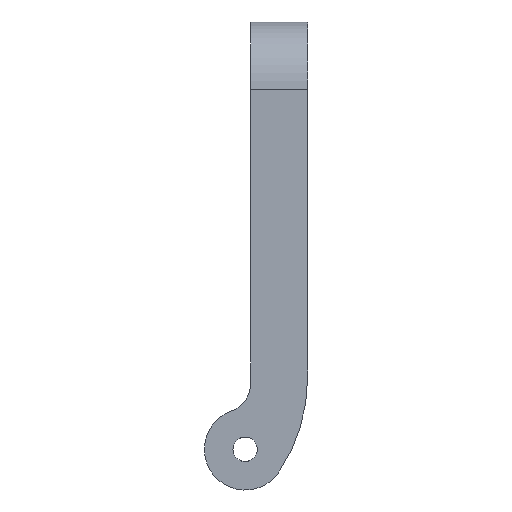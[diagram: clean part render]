
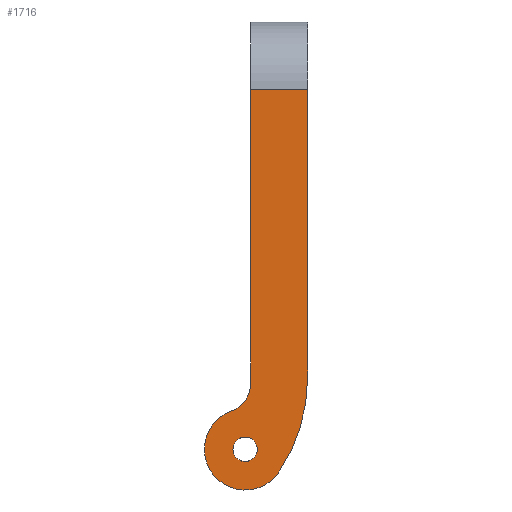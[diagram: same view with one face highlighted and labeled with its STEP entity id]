
A CAD part, front view. The second image highlights one B-rep face of the part: STEP entity #1716.
In plain terms, the highlighted planar face has unit normal (0, -1, 0).
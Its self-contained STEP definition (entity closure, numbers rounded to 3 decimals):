
#36=PLANE('',#1835);
#96=LINE('',#3500,#246);
#97=LINE('',#3524,#247);
#98=LINE('',#3532,#248);
#246=VECTOR('',#2045,1000.);
#247=VECTOR('',#2048,1000.);
#248=VECTOR('',#2055,1000.);
#462=ORIENTED_EDGE('',*,*,#909,.F.);
#463=ORIENTED_EDGE('',*,*,#955,.F.);
#464=ORIENTED_EDGE('',*,*,#958,.F.);
#465=ORIENTED_EDGE('',*,*,#959,.F.);
#466=ORIENTED_EDGE('',*,*,#960,.F.);
#467=ORIENTED_EDGE('',*,*,#961,.F.);
#468=ORIENTED_EDGE('',*,*,#962,.F.);
#909=EDGE_CURVE('',#1163,#1163,#1333,.F.);
#955=EDGE_CURVE('',#1199,#1200,#96,.T.);
#958=EDGE_CURVE('',#1201,#1199,#97,.T.);
#959=EDGE_CURVE('',#1202,#1201,#1346,.F.);
#960=EDGE_CURVE('',#1203,#1202,#1347,.T.);
#961=EDGE_CURVE('',#1204,#1203,#1348,.T.);
#962=EDGE_CURVE('',#1200,#1204,#98,.T.);
#1163=VERTEX_POINT('',#2449);
#1199=VERTEX_POINT('',#3501);
#1200=VERTEX_POINT('',#3502);
#1201=VERTEX_POINT('',#3525);
#1202=VERTEX_POINT('',#3527);
#1203=VERTEX_POINT('',#3529);
#1204=VERTEX_POINT('',#3531);
#1333=CIRCLE('',#1812,6.);
#1346=CIRCLE('',#1836,13.999);
#1347=CIRCLE('',#1837,20.);
#1348=CIRCLE('',#1838,82.862);
#1428=EDGE_LOOP('',(#462));
#1429=EDGE_LOOP('',(#463,#464,#465,#466,#467,#468));
#1554=FACE_BOUND('',#1428,.T.);
#1555=FACE_BOUND('',#1429,.T.);
#1716=ADVANCED_FACE('',(#1554,#1555),#36,.F.);
#1812=AXIS2_PLACEMENT_3D('',#2448,#1976,#1977);
#1835=AXIS2_PLACEMENT_3D('',#3523,#2046,#2047);
#1836=AXIS2_PLACEMENT_3D('',#3526,#2049,#2050);
#1837=AXIS2_PLACEMENT_3D('',#3528,#2051,#2052);
#1838=AXIS2_PLACEMENT_3D('',#3530,#2053,#2054);
#1976=DIRECTION('',(0.,1.,0.));
#1977=DIRECTION('',(0.,0.,1.));
#2045=DIRECTION('',(1.,0.,0.));
#2046=DIRECTION('',(0.,1.,0.));
#2047=DIRECTION('',(0.,0.,1.));
#2048=DIRECTION('',(0.,0.,1.));
#2049=DIRECTION('',(0.,1.,0.));
#2050=DIRECTION('',(0.,0.,1.));
#2051=DIRECTION('',(0.,1.,0.));
#2052=DIRECTION('',(0.,0.,1.));
#2053=DIRECTION('',(0.,1.,0.));
#2054=DIRECTION('',(0.,0.,1.));
#2055=DIRECTION('',(0.,0.,-1.));
#2448=CARTESIAN_POINT('',(0.,-78.,0.));
#2449=CARTESIAN_POINT('',(0.,-78.,6.));
#3500=CARTESIAN_POINT('',(2.657,-78.,176.862));
#3501=CARTESIAN_POINT('',(2.657,-78.,176.862));
#3502=CARTESIAN_POINT('',(30.657,-78.,176.862));
#3523=CARTESIAN_POINT('',(-52.204,-78.,30.303));
#3524=CARTESIAN_POINT('',(2.657,-78.,146.862));
#3525=CARTESIAN_POINT('',(2.657,-78.,32.051));
#3526=CARTESIAN_POINT('',(-11.341,-78.,32.051));
#3527=CARTESIAN_POINT('',(-6.672,-78.,18.854));
#3528=CARTESIAN_POINT('',(0.,-78.,0.));
#3529=CARTESIAN_POINT('',(16.609,-78.,-11.141));
#3530=CARTESIAN_POINT('',(-52.204,-78.,35.019));
#3531=CARTESIAN_POINT('',(30.657,-78.,35.019));
#3532=CARTESIAN_POINT('',(30.657,-78.,176.862));
